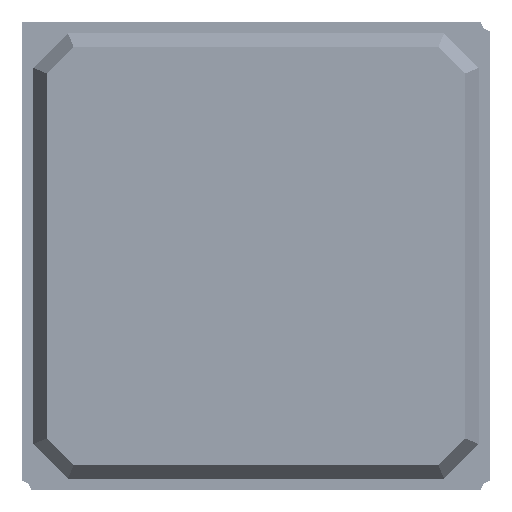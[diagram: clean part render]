
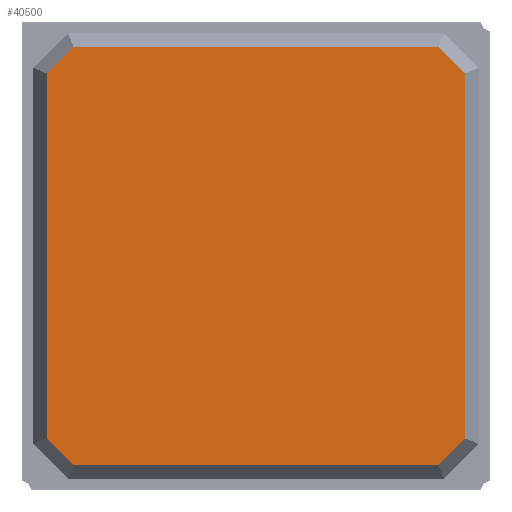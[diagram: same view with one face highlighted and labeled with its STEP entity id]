
A CAD part, top view. The second image highlights one B-rep face of the part: STEP entity #40500.
In plain terms, the highlighted planar face has unit normal (0, 0, 1).
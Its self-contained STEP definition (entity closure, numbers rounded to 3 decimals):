
#40236=CARTESIAN_POINT('',(12.071,-10.527,3.24));
#40237=VERTEX_POINT('',#40236);
#40244=CARTESIAN_POINT('',(10.527,-12.071,3.24));
#40245=VERTEX_POINT('',#40244);
#40246=CARTESIAN_POINT('',(12.071,-10.527,3.24));
#40247=DIRECTION('',(-0.707,-0.707,0.));
#40248=VECTOR('',#40247,2.183);
#40249=LINE('',#40246,#40248);
#40250=EDGE_CURVE('',#40245,#40237,#40249,.F.);
#40275=CARTESIAN_POINT('',(-10.527,-12.071,3.24));
#40276=VERTEX_POINT('',#40275);
#40277=CARTESIAN_POINT('',(10.527,-12.071,3.24));
#40278=DIRECTION('',(-1.0,0.0,0.0));
#40279=VECTOR('',#40278,21.054);
#40280=LINE('',#40277,#40279);
#40281=EDGE_CURVE('',#40276,#40245,#40280,.F.);
#40306=CARTESIAN_POINT('',(-12.071,-10.527,3.24));
#40307=VERTEX_POINT('',#40306);
#40308=CARTESIAN_POINT('',(-10.527,-12.071,3.24));
#40309=DIRECTION('',(-0.707,0.707,0.));
#40310=VECTOR('',#40309,2.183);
#40311=LINE('',#40308,#40310);
#40312=EDGE_CURVE('',#40307,#40276,#40311,.F.);
#40337=CARTESIAN_POINT('',(-12.071,10.527,3.24));
#40338=VERTEX_POINT('',#40337);
#40339=CARTESIAN_POINT('',(-12.071,-10.527,3.24));
#40340=DIRECTION('',(0.0,1.0,0.0));
#40341=VECTOR('',#40340,21.054);
#40342=LINE('',#40339,#40341);
#40343=EDGE_CURVE('',#40338,#40307,#40342,.F.);
#40368=CARTESIAN_POINT('',(-10.527,12.071,3.24));
#40369=VERTEX_POINT('',#40368);
#40370=CARTESIAN_POINT('',(-12.071,10.527,3.24));
#40371=DIRECTION('',(0.707,0.707,0.));
#40372=VECTOR('',#40371,2.183);
#40373=LINE('',#40370,#40372);
#40374=EDGE_CURVE('',#40369,#40338,#40373,.F.);
#40399=CARTESIAN_POINT('',(10.527,12.071,3.24));
#40400=VERTEX_POINT('',#40399);
#40401=CARTESIAN_POINT('',(-10.527,12.071,3.24));
#40402=DIRECTION('',(1.0,0.0,0.0));
#40403=VECTOR('',#40402,21.054);
#40404=LINE('',#40401,#40403);
#40405=EDGE_CURVE('',#40400,#40369,#40404,.F.);
#40430=CARTESIAN_POINT('',(12.071,10.527,3.24));
#40431=VERTEX_POINT('',#40430);
#40432=CARTESIAN_POINT('',(10.527,12.071,3.24));
#40433=DIRECTION('',(0.707,-0.707,0.));
#40434=VECTOR('',#40433,2.183);
#40435=LINE('',#40432,#40434);
#40436=EDGE_CURVE('',#40431,#40400,#40435,.F.);
#40459=CARTESIAN_POINT('',(12.071,10.527,3.24));
#40460=DIRECTION('',(0.0,-1.0,0.0));
#40461=VECTOR('',#40460,21.054);
#40462=LINE('',#40459,#40461);
#40463=EDGE_CURVE('',#40237,#40431,#40462,.F.);
#40485=CARTESIAN_POINT('',(13.5,13.5,3.24));
#40486=DIRECTION('',(0.0,0.0,-1.0));
#40487=DIRECTION('',(0.0,-1.0,0.0));
#40488=AXIS2_PLACEMENT_3D('',#40485,#40486,#40487);
#40489=PLANE('',#40488);
#40490=ORIENTED_EDGE('',*,*,#40463,.T.);
#40491=ORIENTED_EDGE('',*,*,#40436,.T.);
#40492=ORIENTED_EDGE('',*,*,#40405,.T.);
#40493=ORIENTED_EDGE('',*,*,#40374,.T.);
#40494=ORIENTED_EDGE('',*,*,#40343,.T.);
#40495=ORIENTED_EDGE('',*,*,#40312,.T.);
#40496=ORIENTED_EDGE('',*,*,#40281,.T.);
#40497=ORIENTED_EDGE('',*,*,#40250,.T.);
#40498=EDGE_LOOP('',(#40490,#40491,#40492,#40493,#40494,#40495,#40496,#40497));
#40499=FACE_OUTER_BOUND('',#40498,.T.);
#40500=ADVANCED_FACE('',(#40499),#40489,.F.);
